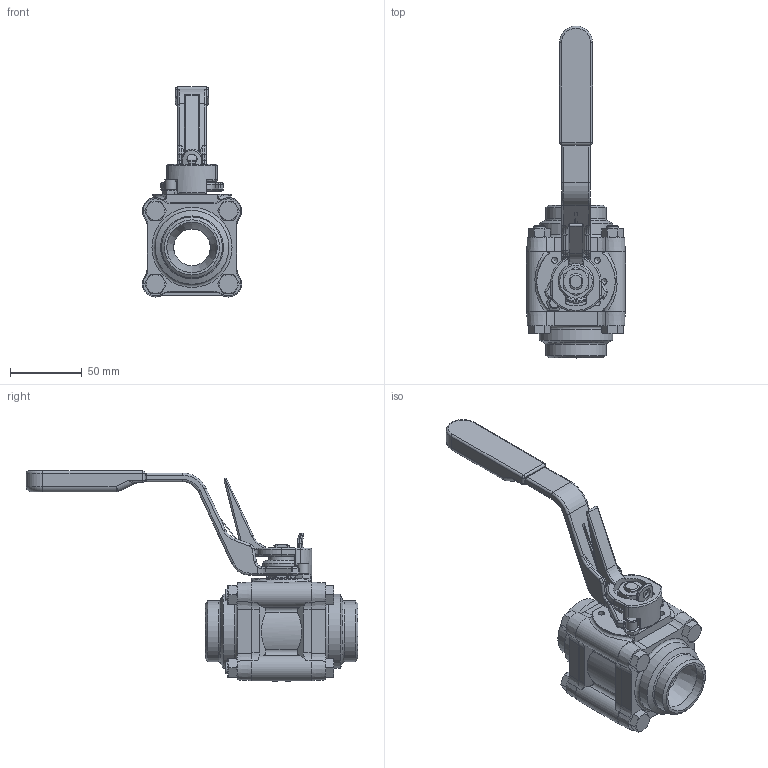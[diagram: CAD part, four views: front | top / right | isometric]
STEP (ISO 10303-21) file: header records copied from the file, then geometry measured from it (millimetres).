
FILE_DESCRIPTION(/* description */ (''),/* implementation_level */ '2;1');
FILE_NAME(/* name */ 'GA-A44-12-BWA-LW-A-1.stp',/* time_stamp */ '2020-10-15T14:34:29+01:00',/* author */ ('jaday'),/* organization */ (''),/* preprocessor_version */ 'ST-DEVELOPER v16.1',/* originating_system */ 'Autodesk Inventor 2016',/* authorisation */ '');
FILE_SCHEMA (('AUTOMOTIVE_DESIGN { 1 0 10303 214 3 1 1 }'));
Length unit declared in the file: millimetre
Products named in the file (16): GA-B04412-16254-A-1; GA-B04412-27100-A-1; GA-A44-10-STEM-BUILD-A-1; GA-B00010-06002-A-1; GA-B00010-52001-C-1; M08-8-070-110-A-1; M08-8-000-360-A-1; B51910-01065-B-1; B51910-01069-C-1; GA-B00010-60144-A-1; GA-B00005-42007-A-1; C51910-01065-C-1; M12-0-000-5DS-A-1; GA-B00010-34000-A-1; GA-B00005-60130-A-1; GA-A44-12-BWA-LW-A-1
Assembly tree (23 placements, depth 3):
  GA-A44-12-BWA-LW-A-1
    GA-B04412-16254-A-1
    GA-B04412-27100-A-1  x2
    GA-A44-10-STEM-BUILD-A-1
    GA-B00010-06002-A-1  x2
    GA-B00010-52001-C-1
    M08-8-070-110-A-1  x4
    M08-8-000-360-A-1  x4
    C51910-01065-C-1
      B51910-01065-B-1
      B51910-01069-C-1
      GA-B00010-60144-A-1
      GA-B00005-42007-A-1
    M12-0-000-5DS-A-1
    GA-B00010-34000-A-1
    GA-B00005-60130-A-1
Bounding box: 68.94 x 230.52 x 145.96 mm (x, y, z)
Volume: 332328.6 mm3; surface area: 105622.9 mm2
Topology: 22 solids, 22 shells, 752 faces, 1842 edges, 1126 vertices
Faces by surface type: plane 264, cylinder 223, cone 144, torus 69, bspline 41, sphere 11
Full cylindrical faces by diameter (mm): 0.8 x2, 4.06 x2, 4.134 x5, 4.2 x2, 4.4 x1, 6 x1, 6.647 x4, 7 x1, 7.925 x1, 8 x4, 8.5 x12, 9.728 x2, 10.977 x1, 17.2 x1, 20.6 x1, 24 x1, 25.325 x1, 25.465 x2, 30.085 x1, 35.075 x2, 42.325 x2, 51.3 x2, 59.875 x2
Entity records: 19220 total; most frequent: CARTESIAN_POINT 5449, DIRECTION 2913, ORIENTED_EDGE 2724, EDGE_CURVE 1362, AXIS2_PLACEMENT_3D 1159, VERTEX_POINT 870, EDGE_LOOP 688, LINE 595
